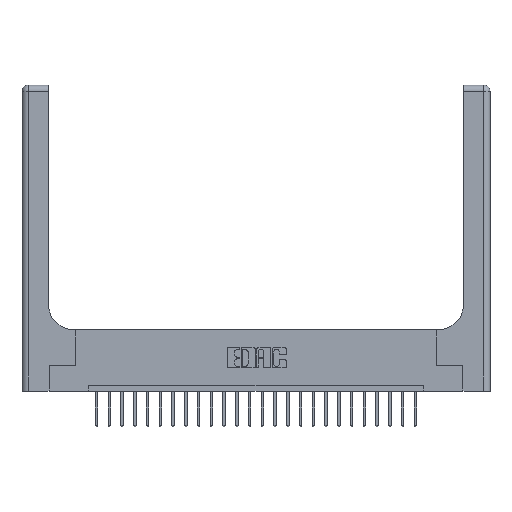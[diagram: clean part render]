
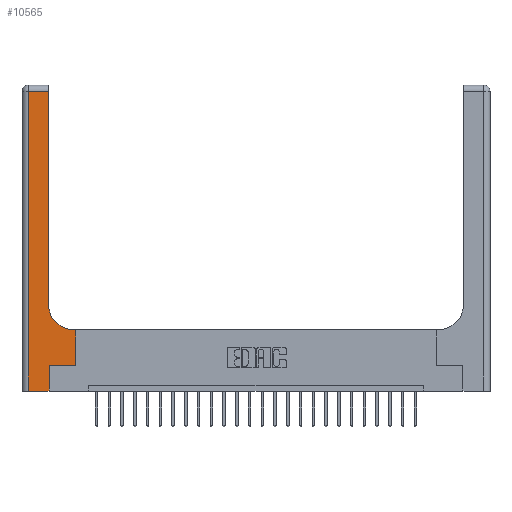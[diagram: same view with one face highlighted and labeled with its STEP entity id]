
A CAD part, top view. The second image highlights one B-rep face of the part: STEP entity #10565.
In plain terms, the highlighted planar face has unit normal (0, 0, 1).
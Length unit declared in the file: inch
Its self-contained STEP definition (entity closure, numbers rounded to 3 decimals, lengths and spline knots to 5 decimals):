
#1 = CARTESIAN_POINT ( 'NONE',  ( 0.265, 0., 0.37 ) ) ;
#5 = CARTESIAN_POINT ( 'NONE',  ( 0.51, 0.85, 0.37 ) ) ;
#209 = CARTESIAN_POINT ( 'NONE',  ( 0.265, 0.25, 0.37 ) ) ;
#515 = VERTEX_POINT ( 'NONE', #3975 ) ;
#1257 = VERTEX_POINT ( 'NONE', #8017 ) ;
#1453 = EDGE_CURVE ( 'NONE', #7177, #1257, #1751, .T. ) ;
#1665 = VERTEX_POINT ( 'NONE', #3669 ) ;
#1751 = LINE ( 'NONE', #4774, #4333 ) ;
#2216 = CARTESIAN_POINT ( 'NONE',  ( 0.528, 0.25, 0.37 ) ) ;
#2390 = VERTEX_POINT ( 'NONE', #6842 ) ;
#2721 = ORIENTED_EDGE ( 'NONE', *, *, #1453, .T. ) ;
#2732 = EDGE_LOOP ( 'NONE', ( #17857, #17541, #2721, #21460, #13895, #12843, #23448, #5554, #16097 ) ) ;
#3076 = FACE_OUTER_BOUND ( 'NONE', #2732, .T. ) ;
#3141 = VECTOR ( 'NONE', #20903, 39.37008 ) ;
#3422 = LINE ( 'NONE', #22567, #3141 ) ;
#3669 = CARTESIAN_POINT ( 'NONE',  ( 0.265, 0., 0.37 ) ) ;
#3687 = EDGE_CURVE ( 'NONE', #1257, #1665, #7258, .T. ) ;
#3798 = DIRECTION ( 'NONE',  ( -1., 0., 0. ) ) ;
#3975 = CARTESIAN_POINT ( 'NONE',  ( 0.26, 2.94, 0.37 ) ) ;
#4055 = EDGE_CURVE ( 'NONE', #515, #7177, #10374, .T. ) ;
#4109 = VERTEX_POINT ( 'NONE', #9083 ) ;
#4333 = VECTOR ( 'NONE', #23382, 39.37008 ) ;
#4774 = CARTESIAN_POINT ( 'NONE',  ( 0.06, 3., 0.37 ) ) ;
#5262 = DIRECTION ( 'NONE',  ( -1., 0., 0. ) ) ;
#5554 = ORIENTED_EDGE ( 'NONE', *, *, #10366, .T. ) ;
#6299 = CARTESIAN_POINT ( 'NONE',  ( 0.528, 0.6, 0.37 ) ) ;
#6319 = VERTEX_POINT ( 'NONE', #2216 ) ;
#6473 = LINE ( 'NONE', #21647, #15846 ) ;
#6842 = CARTESIAN_POINT ( 'NONE',  ( 0.26, 0.85, 0.37 ) ) ;
#6968 = CARTESIAN_POINT ( 'NONE',  ( 0., 2.94, 0.37 ) ) ;
#7177 = VERTEX_POINT ( 'NONE', #20562 ) ;
#7258 = LINE ( 'NONE', #15771, #16325 ) ;
#7330 = LINE ( 'NONE', #209, #9018 ) ;
#7431 = DIRECTION ( 'NONE',  ( 1., 0., 0. ) ) ;
#7775 = VERTEX_POINT ( 'NONE', #6299 ) ;
#8017 = CARTESIAN_POINT ( 'NONE',  ( 0.06, 0., 0.37 ) ) ;
#9018 = VECTOR ( 'NONE', #7431, 39.37008 ) ;
#9083 = CARTESIAN_POINT ( 'NONE',  ( 0.51, 0.6, 0.37 ) ) ;
#9506 = DIRECTION ( 'NONE',  ( 0., 1., 0. ) ) ;
#10366 = EDGE_CURVE ( 'NONE', #7775, #4109, #6473, .T. ) ;
#10374 = LINE ( 'NONE', #6968, #22556 ) ;
#10565 = ADVANCED_FACE ( 'NONE', ( #3076 ), #19014, .F. ) ;
#10604 = EDGE_CURVE ( 'NONE', #21142, #6319, #7330, .T. ) ;
#10707 = LINE ( 'NONE', #11330, #15503 ) ;
#10944 = VECTOR ( 'NONE', #16326, 39.37008 ) ;
#10947 = DIRECTION ( 'NONE',  ( 1., 0., 0. ) ) ;
#11330 = CARTESIAN_POINT ( 'NONE',  ( 0.26, 3., 0.37 ) ) ;
#12621 = LINE ( 'NONE', #1, #10944 ) ;
#12657 = DIRECTION ( 'NONE',  ( 0., 0., -1. ) ) ;
#12796 = CARTESIAN_POINT ( 'NONE',  ( 0.265, 0.25, 0.37 ) ) ;
#12843 = ORIENTED_EDGE ( 'NONE', *, *, #10604, .T. ) ;
#12982 = CIRCLE ( 'NONE', #19608, 0.25 ) ;
#13895 = ORIENTED_EDGE ( 'NONE', *, *, #22654, .T. ) ;
#14321 = AXIS2_PLACEMENT_3D ( 'NONE', #14437, #14601, #3798 ) ;
#14437 = CARTESIAN_POINT ( 'NONE',  ( 0., 3., 0.37 ) ) ;
#14601 = DIRECTION ( 'NONE',  ( 0., 0., -1. ) ) ;
#15503 = VECTOR ( 'NONE', #9506, 39.37008 ) ;
#15771 = CARTESIAN_POINT ( 'NONE',  ( 0., 0., 0.37 ) ) ;
#15846 = VECTOR ( 'NONE', #5262, 39.37008 ) ;
#16097 = ORIENTED_EDGE ( 'NONE', *, *, #16328, .T. ) ;
#16325 = VECTOR ( 'NONE', #21090, 39.37008 ) ;
#16326 = DIRECTION ( 'NONE',  ( 0., 1., 0. ) ) ;
#16328 = EDGE_CURVE ( 'NONE', #4109, #2390, #12982, .T. ) ;
#16553 = EDGE_CURVE ( 'NONE', #2390, #515, #10707, .T. ) ;
#17541 = ORIENTED_EDGE ( 'NONE', *, *, #4055, .T. ) ;
#17857 = ORIENTED_EDGE ( 'NONE', *, *, #16553, .T. ) ;
#19014 = PLANE ( 'NONE',  #14321 ) ;
#19608 = AXIS2_PLACEMENT_3D ( 'NONE', #5, #12657, #10947 ) ;
#20562 = CARTESIAN_POINT ( 'NONE',  ( 0.06, 2.94, 0.37 ) ) ;
#20740 = EDGE_CURVE ( 'NONE', #6319, #7775, #3422, .T. ) ;
#20903 = DIRECTION ( 'NONE',  ( 0., 1., 0. ) ) ;
#21090 = DIRECTION ( 'NONE',  ( 1., 0., 0. ) ) ;
#21142 = VERTEX_POINT ( 'NONE', #12796 ) ;
#21460 = ORIENTED_EDGE ( 'NONE', *, *, #3687, .T. ) ;
#21647 = CARTESIAN_POINT ( 'NONE',  ( 0.26, 0.6, 0.37 ) ) ;
#22556 = VECTOR ( 'NONE', #23375, 39.37008 ) ;
#22567 = CARTESIAN_POINT ( 'NONE',  ( 0.528, 0.25, 0.37 ) ) ;
#22654 = EDGE_CURVE ( 'NONE', #1665, #21142, #12621, .T. ) ;
#23375 = DIRECTION ( 'NONE',  ( -1., 0., 0. ) ) ;
#23382 = DIRECTION ( 'NONE',  ( 0., -1., 0. ) ) ;
#23448 = ORIENTED_EDGE ( 'NONE', *, *, #20740, .T. ) ;
